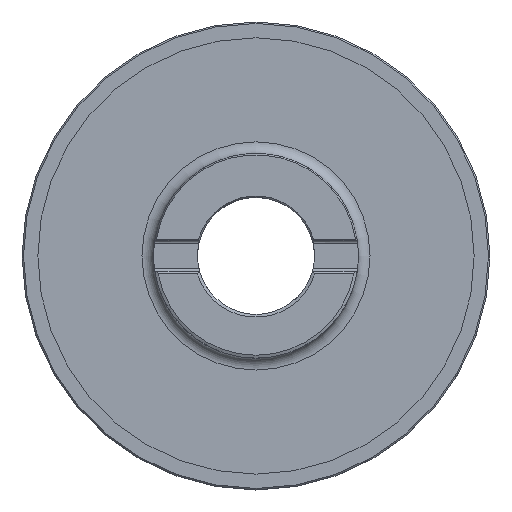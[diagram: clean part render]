
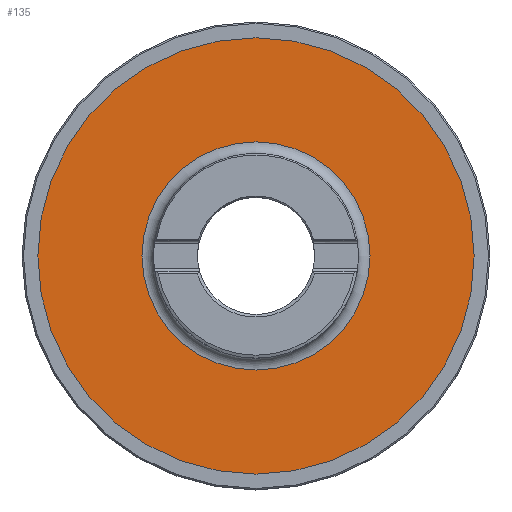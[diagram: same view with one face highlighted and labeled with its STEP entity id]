
A CAD part, top view. The second image highlights one B-rep face of the part: STEP entity #135.
In plain terms, the highlighted planar face has unit normal (0, 0, 1).
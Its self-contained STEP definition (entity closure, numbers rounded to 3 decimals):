
#98=FACE_BOUND('',#223,.T.);
#99=FACE_BOUND('',#224,.T.);
#135=ADVANCED_FACE('',(#98,#99),#169,.F.);
#169=PLANE('',#676);
#223=EDGE_LOOP('',(#337));
#224=EDGE_LOOP('',(#338));
#284=CIRCLE('',#673,77.323);
#285=CIRCLE('',#675,39.);
#337=ORIENTED_EDGE('',*,*,#529,.F.);
#338=ORIENTED_EDGE('',*,*,#528,.T.);
#475=VERTEX_POINT('',#1036);
#476=VERTEX_POINT('',#1039);
#528=EDGE_CURVE('',#475,#475,#284,.T.);
#529=EDGE_CURVE('',#476,#476,#285,.T.);
#673=AXIS2_PLACEMENT_3D('',#1035,#791,#792);
#675=AXIS2_PLACEMENT_3D('',#1038,#795,#796);
#676=AXIS2_PLACEMENT_3D('',#1040,#797,#798);
#791=DIRECTION('',(0.,0.,1.));
#792=DIRECTION('',(0.,-1.,0.));
#795=DIRECTION('',(0.,0.,1.));
#796=DIRECTION('',(0.,-1.,0.));
#797=DIRECTION('',(0.,0.,-1.));
#798=DIRECTION('',(0.,1.,0.));
#1035=CARTESIAN_POINT('',(0.,0.,-32.));
#1036=CARTESIAN_POINT('',(0.,-77.323,-32.));
#1038=CARTESIAN_POINT('',(0.,0.,-32.));
#1039=CARTESIAN_POINT('',(0.,-39.,-32.));
#1040=CARTESIAN_POINT('',(0.,77.323,-32.));
